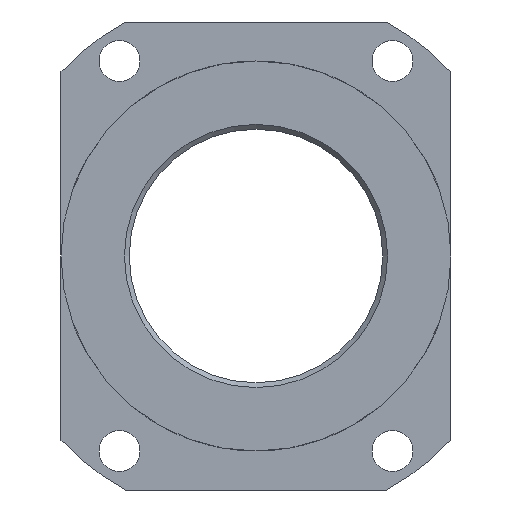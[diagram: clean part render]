
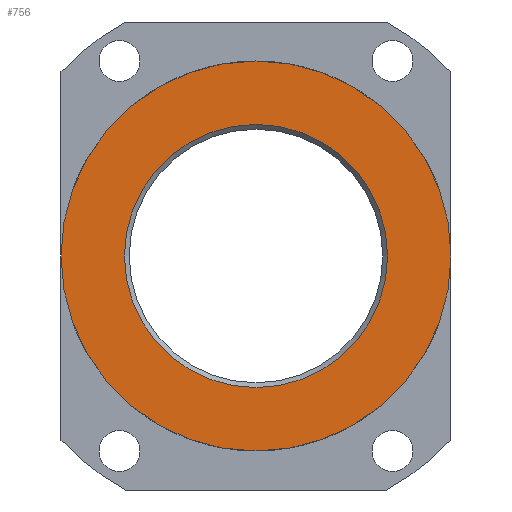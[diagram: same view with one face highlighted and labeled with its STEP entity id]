
A CAD part, left-side view. The second image highlights one B-rep face of the part: STEP entity #756.
In plain terms, the highlighted planar face has unit normal (-1, 0, 0).
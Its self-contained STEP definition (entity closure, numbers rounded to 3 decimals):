
#145=PLANE($,#806);
#168=FACE_BOUND($,#230,.T.);
#190=FACE_OUTER_BOUND($,#229,.T.);
#229=EDGE_LOOP($,(#516));
#230=EDGE_LOOP($,(#517));
#284=CIRCLE($,#805,13.5);
#285=CIRCLE($,#807,20.);
#323=VERTEX_POINT($,#1103);
#324=VERTEX_POINT($,#1106);
#402=EDGE_CURVE($,#323,#323,#284,.T.);
#403=EDGE_CURVE($,#324,#324,#285,.T.);
#516=ORIENTED_EDGE($,*,*,#403,.F.);
#517=ORIENTED_EDGE($,*,*,#402,.F.);
#756=ADVANCED_FACE($,(#190,#168),#145,.T.);
#805=AXIS2_PLACEMENT_3D($,#1104,#897,#898);
#806=AXIS2_PLACEMENT_3D($,#1105,#899,#900);
#807=AXIS2_PLACEMENT_3D($,#1107,#901,#902);
#897=DIRECTION('center_axis',(-1.,0.,0.));
#898=DIRECTION('ref_axis',(0.,-1.,0.));
#899=DIRECTION('center_axis',(-1.,0.,0.));
#900=DIRECTION('ref_axis',(0.,0.,1.));
#901=DIRECTION('center_axis',(1.,0.,0.));
#902=DIRECTION('ref_axis',(0.,1.,0.));
#1103=CARTESIAN_POINT('',(0.,13.5,0.));
#1104=CARTESIAN_POINT('Origin',(0.,0.,0.));
#1105=CARTESIAN_POINT('Origin',(0.,16.5,0.));
#1106=CARTESIAN_POINT('',(0.,20.,0.));
#1107=CARTESIAN_POINT('Origin',(0.,0.,0.));
